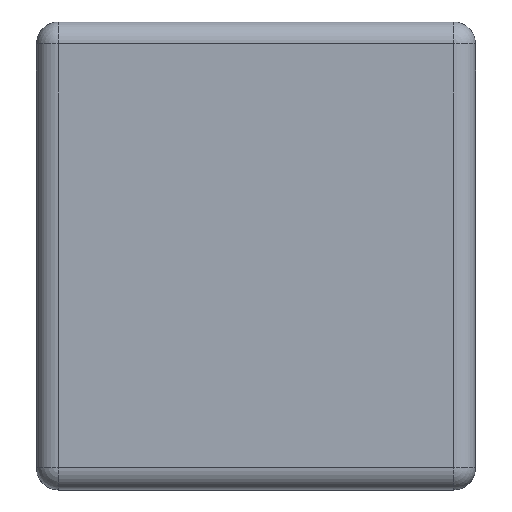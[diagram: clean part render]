
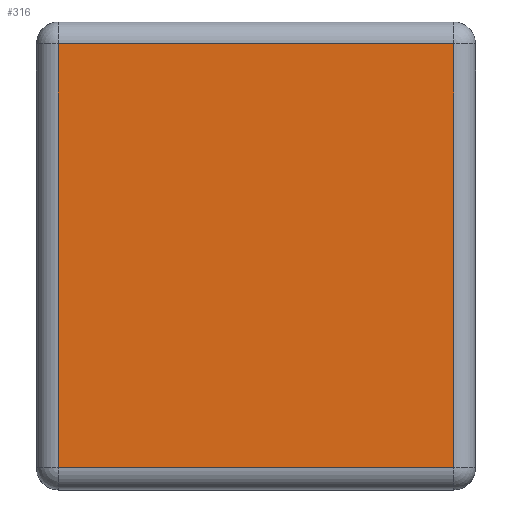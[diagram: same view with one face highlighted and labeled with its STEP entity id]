
A CAD part, top view. The second image highlights one B-rep face of the part: STEP entity #316.
In plain terms, the highlighted planar face has unit normal (0, 0, 1).
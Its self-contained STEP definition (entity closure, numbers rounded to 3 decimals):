
#95 = VERTEX_POINT('',#96);
#96 = CARTESIAN_POINT('',(-6.93,-7.43,8.2));
#103 = EDGE_CURVE('',#95,#104,#106,.T.);
#104 = VERTEX_POINT('',#105);
#105 = CARTESIAN_POINT('',(-6.93,7.43,8.2));
#106 = LINE('',#107,#108);
#107 = CARTESIAN_POINT('',(-6.93,-7.43,8.2));
#108 = VECTOR('',#109,1.);
#109 = DIRECTION('',(0.,1.,0.));
#316 = ADVANCED_FACE('',(#317),#342,.T.);
#317 = FACE_BOUND('',#318,.T.);
#318 = EDGE_LOOP('',(#319,#320,#328,#336));
#319 = ORIENTED_EDGE('',*,*,#103,.F.);
#320 = ORIENTED_EDGE('',*,*,#321,.F.);
#321 = EDGE_CURVE('',#322,#95,#324,.T.);
#322 = VERTEX_POINT('',#323);
#323 = CARTESIAN_POINT('',(6.93,-7.43,8.2));
#324 = LINE('',#325,#326);
#325 = CARTESIAN_POINT('',(6.93,-7.43,8.2));
#326 = VECTOR('',#327,1.);
#327 = DIRECTION('',(-1.,-0.,-0.));
#328 = ORIENTED_EDGE('',*,*,#329,.F.);
#329 = EDGE_CURVE('',#330,#322,#332,.T.);
#330 = VERTEX_POINT('',#331);
#331 = CARTESIAN_POINT('',(6.93,7.43,8.2));
#332 = LINE('',#333,#334);
#333 = CARTESIAN_POINT('',(6.93,7.43,8.2));
#334 = VECTOR('',#335,1.);
#335 = DIRECTION('',(-0.,-1.,-0.));
#336 = ORIENTED_EDGE('',*,*,#337,.F.);
#337 = EDGE_CURVE('',#104,#330,#338,.T.);
#338 = LINE('',#339,#340);
#339 = CARTESIAN_POINT('',(-6.93,7.43,8.2));
#340 = VECTOR('',#341,1.);
#341 = DIRECTION('',(1.,0.,0.));
#342 = PLANE('',#343);
#343 = AXIS2_PLACEMENT_3D('',#344,#345,#346);
#344 = CARTESIAN_POINT('',(-7.7,-8.2,8.2));
#345 = DIRECTION('',(0.,0.,1.));
#346 = DIRECTION('',(1.,0.,0.));
